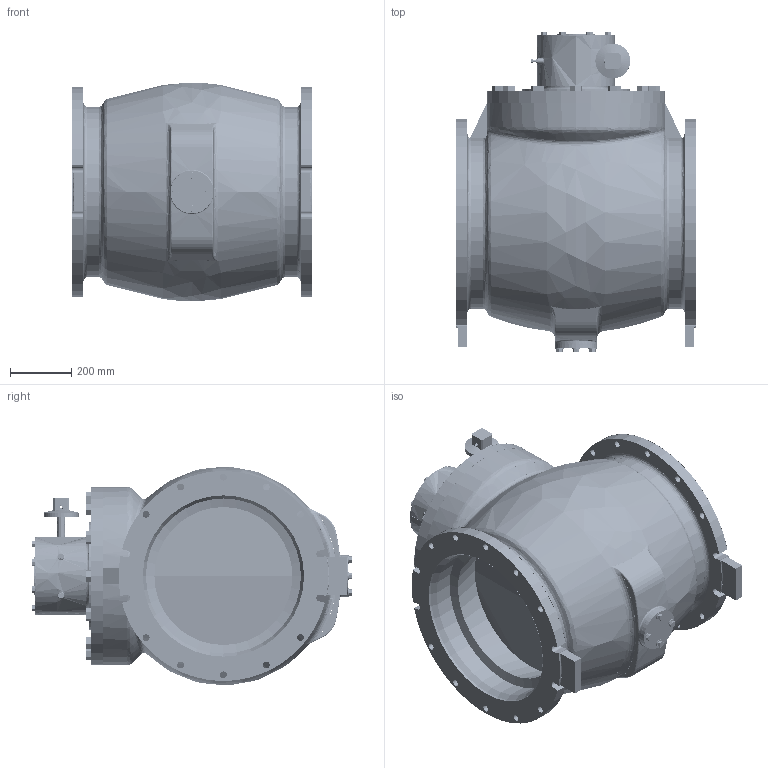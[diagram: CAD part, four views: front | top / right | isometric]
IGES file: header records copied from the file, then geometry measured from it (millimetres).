
Start section: SolidWorks IGES file using analytic representation for surfaces
Global section: file name: Plug MJxMJ-20in-Nut.igs; native system: SolidWorks 2014; preprocessor: SolidWorks 2014; author: PRINCE; date: 170508.143811; units: inch
Bounding box: 787.4 x 1048.4 x 716.43 mm (x, y, z)
Surface area: 7615665.9 mm2 (no closed solid volume)
Topology: 0 solids, 0 shells, 2038 faces, 36172 edges, 36084 vertices
Faces by surface type: revolution 1119, bspline 919
